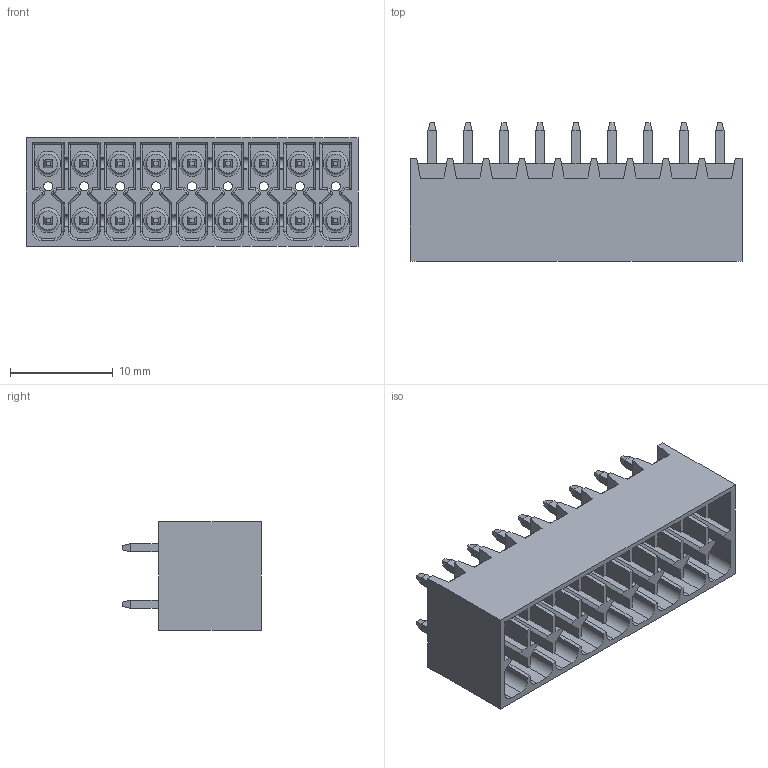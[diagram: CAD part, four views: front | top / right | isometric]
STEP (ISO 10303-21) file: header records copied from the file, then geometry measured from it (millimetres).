
FILE_DESCRIPTION(/* description */ ('Unknown'),/* implementation_level */ '2;1');
FILE_NAME(/* name */ '691378100018',/* time_stamp */ '2024-07-15T10:00:11+02:00',/* author */ ('Unknown'),/* organization */ ('Unknown'),/* preprocessor_version */ 'ST-DEVELOPER v19.4',/* originating_system */ 'Solid Edge',/* authorisation */ 'Unknown');
FILE_SCHEMA (('AUTOMOTIVE_DESIGN {1 0 10303 214 3 1 1}'));
Length unit declared in the file: millimetre
Products named in the file (3): 6913781000xx; 691378100018; 6913781000xx_Pin
Assembly tree (19 placements, depth 2):
  6913781000xx
    691378100018
    6913781000xx_Pin  x18
Bounding box: 32.3 x 13.5 x 10.6 mm (x, y, z)
Volume: 1396.4 mm3; surface area: 4323 mm2
Topology: 19 solids, 19 shells, 926 faces, 2256 edges, 1387 vertices
Faces by surface type: plane 685, cylinder 187, torus 54
Full cylindrical faces by diameter (mm): 0.9 x9, 1.83 x18
Entity records: 20452 total; most frequent: CARTESIAN_POINT 3558, DIRECTION 3444, ORIENTED_EDGE 3416, EDGE_CURVE 1708, LINE 1352, VECTOR 1352, VERTEX_POINT 1088, AXIS2_PLACEMENT_3D 1046
